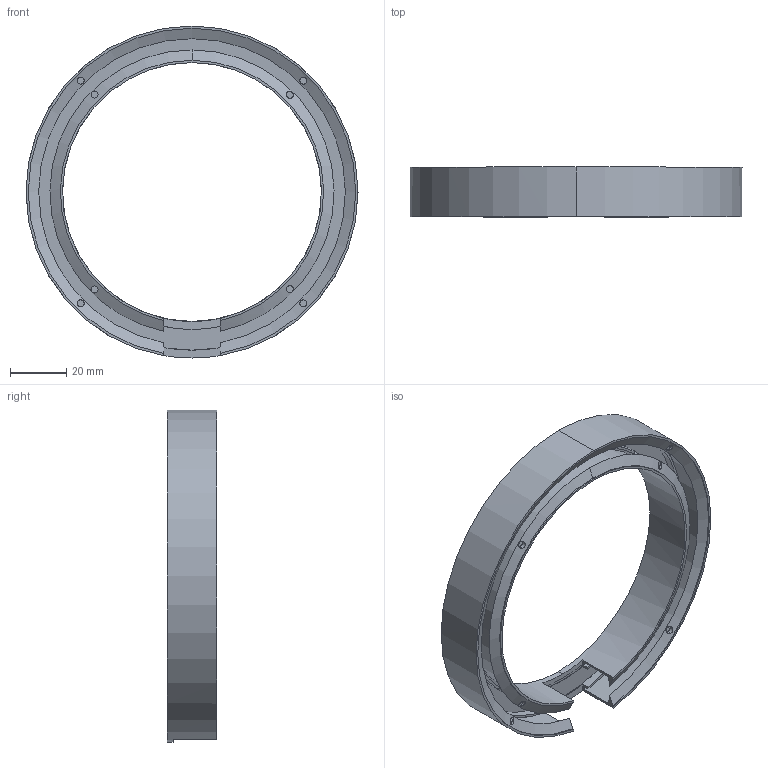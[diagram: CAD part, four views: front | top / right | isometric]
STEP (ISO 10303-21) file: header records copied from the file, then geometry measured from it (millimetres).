
FILE_DESCRIPTION (( 'STEP AP214' ), '1' );
FILE_NAME ('遠.STE', '2023-11-17T13:50:30', ( '' ), ( '' ), 'SwSTEP 2.0', 'SolidWorks 2022', '' );
FILE_SCHEMA (( 'AUTOMOTIVE_DESIGN' ));
Length unit declared in the file: millimetre
Products named in the file (1): 环
Bounding box: 118 x 17.6 x 118 mm (x, y, z)
Volume: 16529.4 mm3; surface area: 38130.2 mm2
Topology: 1 solids, 1 shells, 98 faces, 286 edges, 190 vertices
Faces by surface type: cylinder 56, plane 26, cone 16
Entity records: 4081 total; most frequent: CARTESIAN_POINT 1347, ORIENTED_EDGE 572, DIRECTION 552, EDGE_CURVE 286, AXIS2_PLACEMENT_3D 225, VERTEX_POINT 190, CIRCLE 126, EDGE_LOOP 116
